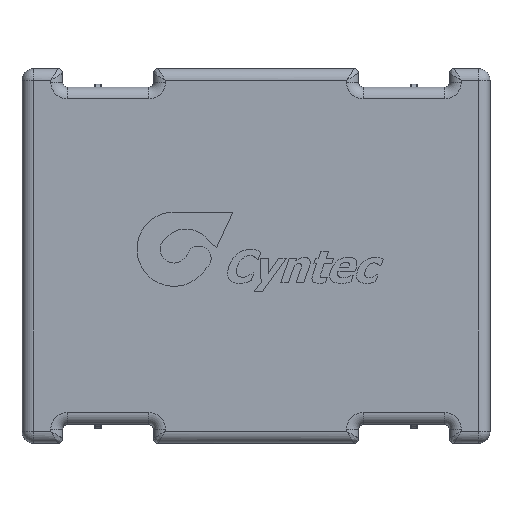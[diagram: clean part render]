
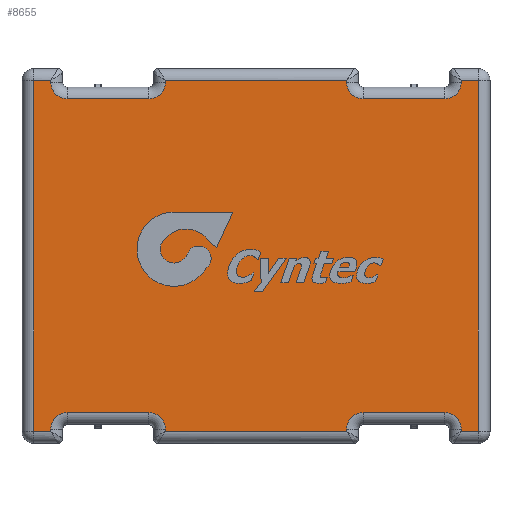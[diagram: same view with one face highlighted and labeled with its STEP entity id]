
A CAD part, top view. The second image highlights one B-rep face of the part: STEP entity #8655.
In plain terms, the highlighted planar face has unit normal (0, 0, 1).
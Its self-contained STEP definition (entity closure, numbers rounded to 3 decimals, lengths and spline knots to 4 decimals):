
#764=FACE_OUTER_BOUND('',#1290,.T.);
#1290=EDGE_LOOP('',(#6080,#6081,#6082,#6083,#6084,#6085,#6086,#6087,#6088,
#6089,#6090,#6091,#6092,#6093,#6094,#6095,#6096,#6097,#6098,#6099,#6100,
#6101,#6102,#6103,#6104,#6105,#6106,#6107));
#1817=LINE('',#13121,#2549);
#1820=LINE('',#13136,#2552);
#1822=LINE('',#13145,#2554);
#1824=LINE('',#13148,#2556);
#1825=LINE('',#13151,#2557);
#1828=LINE('',#13166,#2560);
#1829=LINE('',#13173,#2561);
#1830=LINE('',#13176,#2562);
#1831=LINE('',#13182,#2563);
#1832=LINE('',#13186,#2564);
#1833=LINE('',#13190,#2565);
#1834=LINE('',#13199,#2566);
#1835=LINE('',#13205,#2567);
#1836=LINE('',#13207,#2568);
#1837=LINE('',#13210,#2569);
#1838=LINE('',#13219,#2570);
#1839=LINE('',#13225,#2571);
#1840=LINE('',#13228,#2572);
#1842=LINE('',#13236,#2574);
#1844=LINE('',#13242,#2576);
#2549=VECTOR('',#10305,0.0095);
#2552=VECTOR('',#10322,0.349);
#2554=VECTOR('',#10334,0.0095);
#2556=VECTOR('',#10338,0.7755);
#2557=VECTOR('',#10341,0.0095);
#2560=VECTOR('',#10358,0.349);
#2561=VECTOR('',#10369,0.0095);
#2562=VECTOR('',#10372,0.0732);
#2563=VECTOR('',#10381,1.5);
#2564=VECTOR('',#10388,0.0732);
#2565=VECTOR('',#10393,0.0095);
#2566=VECTOR('',#10406,0.349);
#2567=VECTOR('',#10415,0.0095);
#2568=VECTOR('',#10418,0.7755);
#2569=VECTOR('',#10421,0.0095);
#2570=VECTOR('',#10434,0.349);
#2571=VECTOR('',#10443,0.0095);
#2572=VECTOR('',#10446,0.0732);
#2574=VECTOR('',#10456,1.5);
#2576=VECTOR('',#10464,0.0732);
#3262=CIRCLE('',#9213,0.07);
#3266=CIRCLE('',#9219,0.07);
#3270=CIRCLE('',#9227,0.07);
#3274=CIRCLE('',#9233,0.07);
#3281=CIRCLE('',#9248,0.07);
#3284=CIRCLE('',#9253,0.07);
#3287=CIRCLE('',#9260,0.07);
#3290=CIRCLE('',#9265,0.07);
#3749=VERTEX_POINT('',#12949);
#3750=VERTEX_POINT('',#12972);
#3751=VERTEX_POINT('',#12995);
#3752=VERTEX_POINT('',#13018);
#3753=VERTEX_POINT('',#13041);
#3754=VERTEX_POINT('',#13064);
#3757=VERTEX_POINT('',#13090);
#3760=VERTEX_POINT('',#13116);
#3761=VERTEX_POINT('',#13120);
#3763=VERTEX_POINT('',#13126);
#3765=VERTEX_POINT('',#13132);
#3767=VERTEX_POINT('',#13138);
#3769=VERTEX_POINT('',#13150);
#3771=VERTEX_POINT('',#13156);
#3773=VERTEX_POINT('',#13162);
#3775=VERTEX_POINT('',#13168);
#3776=VERTEX_POINT('',#13175);
#3777=VERTEX_POINT('',#13179);
#3778=VERTEX_POINT('',#13189);
#3779=VERTEX_POINT('',#13193);
#3780=VERTEX_POINT('',#13197);
#3781=VERTEX_POINT('',#13201);
#3782=VERTEX_POINT('',#13209);
#3783=VERTEX_POINT('',#13213);
#3784=VERTEX_POINT('',#13217);
#3785=VERTEX_POINT('',#13221);
#3786=VERTEX_POINT('',#13227);
#3787=VERTEX_POINT('',#13231);
#4598=EDGE_CURVE('',#3749,#3761,#1817,.T.);
#4603=EDGE_CURVE('',#3761,#3763,#3262,.T.);
#4606=EDGE_CURVE('',#3763,#3765,#1820,.T.);
#4609=EDGE_CURVE('',#3765,#3767,#3266,.T.);
#4611=EDGE_CURVE('',#3767,#3760,#1822,.T.);
#4613=EDGE_CURVE('',#3760,#3757,#1824,.T.);
#4614=EDGE_CURVE('',#3757,#3769,#1825,.T.);
#4619=EDGE_CURVE('',#3769,#3771,#3270,.T.);
#4622=EDGE_CURVE('',#3771,#3773,#1828,.T.);
#4625=EDGE_CURVE('',#3773,#3775,#3274,.T.);
#4626=EDGE_CURVE('',#3775,#3754,#1829,.T.);
#4627=EDGE_CURVE('',#3754,#3776,#1830,.T.);
#4631=EDGE_CURVE('',#3776,#3777,#1831,.T.);
#4633=EDGE_CURVE('',#3777,#3753,#1832,.T.);
#4634=EDGE_CURVE('',#3753,#3778,#1833,.T.);
#4637=EDGE_CURVE('',#3778,#3779,#3281,.T.);
#4639=EDGE_CURVE('',#3779,#3780,#1834,.T.);
#4641=EDGE_CURVE('',#3780,#3781,#3284,.T.);
#4642=EDGE_CURVE('',#3781,#3752,#1835,.T.);
#4643=EDGE_CURVE('',#3752,#3751,#1836,.T.);
#4644=EDGE_CURVE('',#3751,#3782,#1837,.T.);
#4647=EDGE_CURVE('',#3782,#3783,#3287,.T.);
#4649=EDGE_CURVE('',#3783,#3784,#1838,.T.);
#4651=EDGE_CURVE('',#3784,#3785,#3290,.T.);
#4652=EDGE_CURVE('',#3785,#3750,#1839,.T.);
#4653=EDGE_CURVE('',#3750,#3786,#1840,.T.);
#4658=EDGE_CURVE('',#3786,#3787,#1842,.T.);
#4661=EDGE_CURVE('',#3787,#3749,#1844,.T.);
#6080=ORIENTED_EDGE('',*,*,#4598,.F.);
#6081=ORIENTED_EDGE('',*,*,#4661,.F.);
#6082=ORIENTED_EDGE('',*,*,#4658,.F.);
#6083=ORIENTED_EDGE('',*,*,#4653,.F.);
#6084=ORIENTED_EDGE('',*,*,#4652,.F.);
#6085=ORIENTED_EDGE('',*,*,#4651,.F.);
#6086=ORIENTED_EDGE('',*,*,#4649,.F.);
#6087=ORIENTED_EDGE('',*,*,#4647,.F.);
#6088=ORIENTED_EDGE('',*,*,#4644,.F.);
#6089=ORIENTED_EDGE('',*,*,#4643,.F.);
#6090=ORIENTED_EDGE('',*,*,#4642,.F.);
#6091=ORIENTED_EDGE('',*,*,#4641,.F.);
#6092=ORIENTED_EDGE('',*,*,#4639,.F.);
#6093=ORIENTED_EDGE('',*,*,#4637,.F.);
#6094=ORIENTED_EDGE('',*,*,#4634,.F.);
#6095=ORIENTED_EDGE('',*,*,#4633,.F.);
#6096=ORIENTED_EDGE('',*,*,#4631,.F.);
#6097=ORIENTED_EDGE('',*,*,#4627,.F.);
#6098=ORIENTED_EDGE('',*,*,#4626,.F.);
#6099=ORIENTED_EDGE('',*,*,#4625,.F.);
#6100=ORIENTED_EDGE('',*,*,#4622,.F.);
#6101=ORIENTED_EDGE('',*,*,#4619,.F.);
#6102=ORIENTED_EDGE('',*,*,#4614,.F.);
#6103=ORIENTED_EDGE('',*,*,#4613,.F.);
#6104=ORIENTED_EDGE('',*,*,#4611,.F.);
#6105=ORIENTED_EDGE('',*,*,#4609,.F.);
#6106=ORIENTED_EDGE('',*,*,#4606,.F.);
#6107=ORIENTED_EDGE('',*,*,#4603,.F.);
#8410=PLANE('',#9278);
#8655=ADVANCED_FACE('',(#764),#8410,.T.);
#9213=AXIS2_PLACEMENT_3D('',#13130,#10315,#10316);
#9219=AXIS2_PLACEMENT_3D('',#13142,#10329,#10330);
#9227=AXIS2_PLACEMENT_3D('',#13160,#10351,#10352);
#9233=AXIS2_PLACEMENT_3D('',#13171,#10365,#10366);
#9248=AXIS2_PLACEMENT_3D('',#13195,#10400,#10401);
#9253=AXIS2_PLACEMENT_3D('',#13203,#10411,#10412);
#9260=AXIS2_PLACEMENT_3D('',#13215,#10428,#10429);
#9265=AXIS2_PLACEMENT_3D('',#13223,#10439,#10440);
#9278=AXIS2_PLACEMENT_3D('',#13247,#10472,#10473);
#10305=DIRECTION('',(0.,-1.,0.));
#10315=DIRECTION('center_axis',(0.,0.,1.));
#10316=DIRECTION('ref_axis',(-0.707,-0.707,0.));
#10322=DIRECTION('',(1.,0.,0.));
#10329=DIRECTION('center_axis',(0.,0.,1.));
#10330=DIRECTION('ref_axis',(0.707,-0.707,0.));
#10334=DIRECTION('',(0.,1.,0.));
#10338=DIRECTION('',(1.,0.,0.));
#10341=DIRECTION('',(0.,-1.,0.));
#10351=DIRECTION('center_axis',(0.,0.,1.));
#10352=DIRECTION('ref_axis',(-0.707,-0.707,0.));
#10358=DIRECTION('',(1.,0.,0.));
#10365=DIRECTION('center_axis',(0.,0.,1.));
#10366=DIRECTION('ref_axis',(0.707,-0.707,0.));
#10369=DIRECTION('',(0.,1.,0.));
#10372=DIRECTION('',(1.,0.,0.));
#10381=DIRECTION('',(0.,-1.,0.));
#10388=DIRECTION('',(-1.,0.,0.));
#10393=DIRECTION('',(0.,1.,0.));
#10400=DIRECTION('center_axis',(0.,0.,1.));
#10401=DIRECTION('ref_axis',(0.707,0.707,0.));
#10406=DIRECTION('',(-1.,0.,0.));
#10411=DIRECTION('center_axis',(0.,0.,1.));
#10412=DIRECTION('ref_axis',(-0.707,0.707,0.));
#10415=DIRECTION('',(0.,-1.,0.));
#10418=DIRECTION('',(-1.,0.,0.));
#10421=DIRECTION('',(0.,1.,0.));
#10428=DIRECTION('center_axis',(0.,0.,1.));
#10429=DIRECTION('ref_axis',(0.707,0.707,0.));
#10434=DIRECTION('',(-1.,0.,0.));
#10439=DIRECTION('center_axis',(0.,0.,1.));
#10440=DIRECTION('ref_axis',(-0.707,0.707,0.));
#10443=DIRECTION('',(0.,-1.,0.));
#10446=DIRECTION('',(-1.,0.,0.));
#10456=DIRECTION('',(0.,1.,0.));
#10464=DIRECTION('',(1.,0.,0.));
#10472=DIRECTION('center_axis',(0.,0.,1.));
#10473=DIRECTION('ref_axis',(1.,0.,0.));
#12949=CARTESIAN_POINT('',(-0.8768,0.75,1.));
#12972=CARTESIAN_POINT('',(-0.8768,-0.75,1.));
#12995=CARTESIAN_POINT('',(-0.3877,-0.75,1.));
#13018=CARTESIAN_POINT('',(0.3877,-0.75,1.));
#13041=CARTESIAN_POINT('',(0.8768,-0.75,1.));
#13064=CARTESIAN_POINT('',(0.8768,0.75,1.));
#13090=CARTESIAN_POINT('',(0.3877,0.75,1.));
#13116=CARTESIAN_POINT('',(-0.3877,0.75,1.));
#13120=CARTESIAN_POINT('',(-0.8768,0.7405,1.));
#13121=CARTESIAN_POINT('',(-0.8768,0.4398,1.));
#13126=CARTESIAN_POINT('',(-0.8068,0.6705,1.));
#13130=CARTESIAN_POINT('Origin',(-0.8068,0.7405,1.));
#13132=CARTESIAN_POINT('',(-0.4577,0.6705,1.));
#13136=CARTESIAN_POINT('',(-0.4134,0.6705,1.));
#13138=CARTESIAN_POINT('',(-0.3877,0.7405,1.));
#13142=CARTESIAN_POINT('Origin',(-0.4577,0.7405,1.));
#13145=CARTESIAN_POINT('',(-0.3877,0.3602,1.));
#13148=CARTESIAN_POINT('',(0.5,0.75,1.));
#13150=CARTESIAN_POINT('',(0.3877,0.7405,1.));
#13151=CARTESIAN_POINT('',(0.3877,0.3602,1.));
#13156=CARTESIAN_POINT('',(0.4577,0.6705,1.));
#13160=CARTESIAN_POINT('Origin',(0.4577,0.7405,1.));
#13162=CARTESIAN_POINT('',(0.8068,0.6705,1.));
#13166=CARTESIAN_POINT('',(0.4134,0.6705,1.));
#13168=CARTESIAN_POINT('',(0.8768,0.7405,1.));
#13171=CARTESIAN_POINT('Origin',(0.8068,0.7405,1.));
#13173=CARTESIAN_POINT('',(0.8768,0.4398,1.));
#13175=CARTESIAN_POINT('',(0.95,0.75,1.));
#13176=CARTESIAN_POINT('',(0.5,0.75,1.));
#13179=CARTESIAN_POINT('',(0.95,-0.75,1.));
#13182=CARTESIAN_POINT('',(0.95,-0.4,1.));
#13186=CARTESIAN_POINT('',(-0.5,-0.75,1.));
#13189=CARTESIAN_POINT('',(0.8768,-0.7405,1.));
#13190=CARTESIAN_POINT('',(0.8768,-0.4398,1.));
#13193=CARTESIAN_POINT('',(0.8068,-0.6705,1.));
#13195=CARTESIAN_POINT('Origin',(0.8068,-0.7405,1.));
#13197=CARTESIAN_POINT('',(0.4577,-0.6705,1.));
#13199=CARTESIAN_POINT('',(0.4134,-0.6705,1.));
#13201=CARTESIAN_POINT('',(0.3877,-0.7405,1.));
#13203=CARTESIAN_POINT('Origin',(0.4577,-0.7405,1.));
#13205=CARTESIAN_POINT('',(0.3877,-0.3602,1.));
#13207=CARTESIAN_POINT('',(-0.5,-0.75,1.));
#13209=CARTESIAN_POINT('',(-0.3877,-0.7405,1.));
#13210=CARTESIAN_POINT('',(-0.3877,-0.3602,1.));
#13213=CARTESIAN_POINT('',(-0.4577,-0.6705,1.));
#13215=CARTESIAN_POINT('Origin',(-0.4577,-0.7405,1.));
#13217=CARTESIAN_POINT('',(-0.8068,-0.6705,1.));
#13219=CARTESIAN_POINT('',(-0.4134,-0.6705,1.));
#13221=CARTESIAN_POINT('',(-0.8768,-0.7405,1.));
#13223=CARTESIAN_POINT('Origin',(-0.8068,-0.7405,1.));
#13225=CARTESIAN_POINT('',(-0.8768,-0.4398,1.));
#13227=CARTESIAN_POINT('',(-0.95,-0.75,1.));
#13228=CARTESIAN_POINT('',(-0.5,-0.75,1.));
#13231=CARTESIAN_POINT('',(-0.95,0.75,1.));
#13236=CARTESIAN_POINT('',(-0.95,0.4,1.));
#13242=CARTESIAN_POINT('',(0.5,0.75,1.));
#13247=CARTESIAN_POINT('Origin',(0.,0.,1.));
